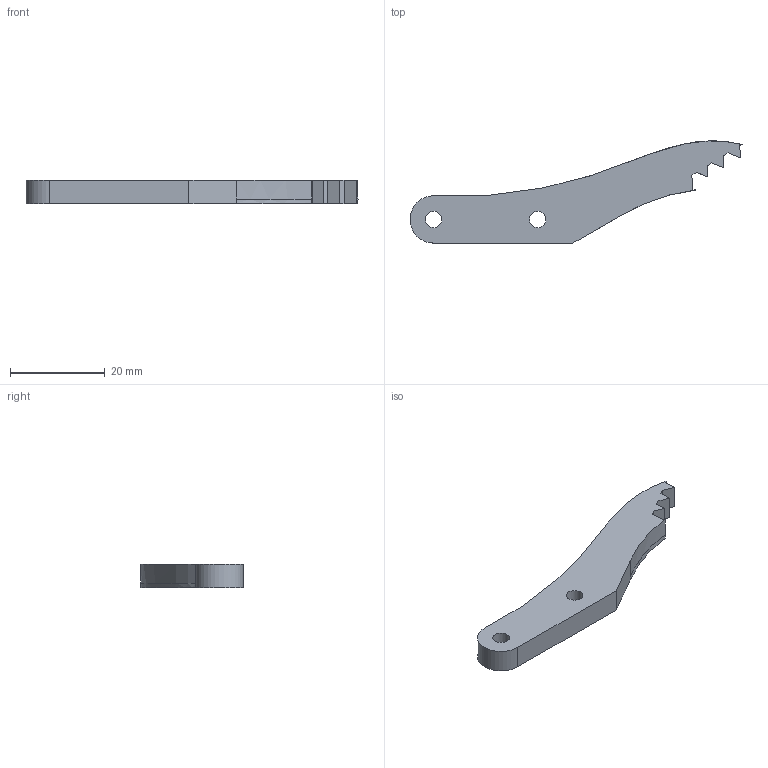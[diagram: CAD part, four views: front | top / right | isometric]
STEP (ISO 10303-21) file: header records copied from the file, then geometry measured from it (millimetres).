
FILE_DESCRIPTION(/* description */ (''),/* implementation_level */ '2;1');
FILE_NAME(/* name */ 'gripper v4_MIR_ipt_8e09d165.STEP',/* time_stamp */ '2023-06-22T00:15:24+06:00',/* author */ ('AdminForWorker'),/* organization */ (''),/* preprocessor_version */ 'ST-DEVELOPER v18.1',/* originating_system */ 'Autodesk Inventor 2021',/* authorisation */ '');
FILE_SCHEMA (('AUTOMOTIVE_DESIGN { 1 0 10303 214 3 1 1 }'));
Length unit declared in the file: millimetre
Products named in the file (1): gripper v4_MIR
Bounding box: 70.2 x 21.62 x 5 mm (x, y, z)
Volume: 3299.4 mm3; surface area: 2249.4 mm2
Topology: 1 solids, 1 shells, 25 faces, 71 edges, 48 vertices
Faces by surface type: plane 18, bspline 4, cylinder 3
Full cylindrical faces by diameter (mm): 3.5 x2
Entity records: 989 total; most frequent: CARTESIAN_POINT 278, ORIENTED_EDGE 142, DIRECTION 113, EDGE_CURVE 71, LINE 53, VECTOR 53, VERTEX_POINT 48, AXIS2_PLACEMENT_3D 30
